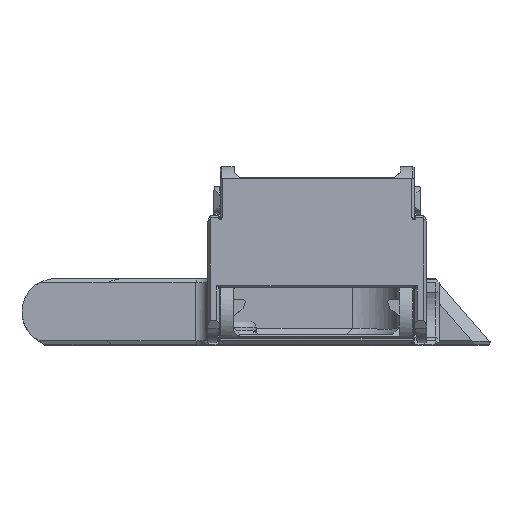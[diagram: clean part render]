
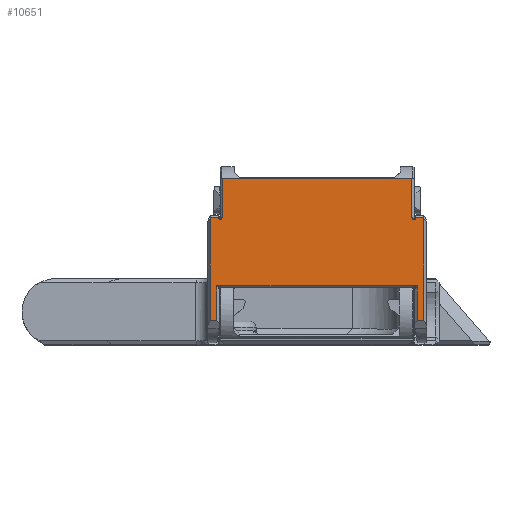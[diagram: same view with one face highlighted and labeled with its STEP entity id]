
A CAD part, top view. The second image highlights one B-rep face of the part: STEP entity #10651.
In plain terms, the highlighted planar face has unit normal (0, 0, 1).
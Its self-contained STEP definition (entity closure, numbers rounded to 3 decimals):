
#730=ELLIPSE('',#11421,0.283,0.2);
#742=ELLIPSE('',#11487,0.283,0.2);
#1245=FACE_OUTER_BOUND('',#1804,.T.);
#1804=EDGE_LOOP('',(#9282,#9283,#9284,#9285,#9286,#9287,#9288,#9289,#9290,
#9291,#9292,#9293,#9294,#9295,#9296,#9297));
#2631=LINE('',#18524,#3657);
#2645=LINE('',#18567,#3671);
#2647=LINE('',#18571,#3673);
#2684=LINE('',#18656,#3710);
#2693=LINE('',#18679,#3719);
#2695=LINE('',#18699,#3721);
#2743=LINE('',#18867,#3769);
#2754=LINE('',#18900,#3780);
#2756=LINE('',#18904,#3782);
#2788=LINE('',#18983,#3814);
#2795=LINE('',#19009,#3821);
#2837=LINE('',#19146,#3863);
#2838=LINE('',#19148,#3864);
#2839=LINE('',#19149,#3865);
#3657=VECTOR('',#13680,10.);
#3671=VECTOR('',#13722,10.);
#3673=VECTOR('',#13726,10.);
#3710=VECTOR('',#13797,10.);
#3719=VECTOR('',#13822,10.);
#3721=VECTOR('',#13830,10.);
#3769=VECTOR('',#13942,10.);
#3780=VECTOR('',#13975,10.);
#3782=VECTOR('',#13979,10.);
#3814=VECTOR('',#14049,10.);
#3821=VECTOR('',#14062,10.);
#3863=VECTOR('',#14170,10.);
#3864=VECTOR('',#14171,10.);
#3865=VECTOR('',#14172,10.);
#4699=VERTEX_POINT('',#18512);
#4704=VERTEX_POINT('',#18522);
#4717=VERTEX_POINT('',#18562);
#4719=VERTEX_POINT('',#18565);
#4720=VERTEX_POINT('',#18569);
#4750=VERTEX_POINT('',#18653);
#4751=VERTEX_POINT('',#18655);
#4758=VERTEX_POINT('',#18697);
#4803=VERTEX_POINT('',#18864);
#4804=VERTEX_POINT('',#18866);
#4813=VERTEX_POINT('',#18896);
#4815=VERTEX_POINT('',#18899);
#4816=VERTEX_POINT('',#18903);
#4846=VERTEX_POINT('',#19006);
#4882=VERTEX_POINT('',#19145);
#4883=VERTEX_POINT('',#19147);
#6138=EDGE_CURVE('',#4699,#4704,#2631,.T.);
#6159=EDGE_CURVE('',#4719,#4717,#2645,.T.);
#6161=EDGE_CURVE('',#4720,#4704,#2647,.T.);
#6202=EDGE_CURVE('',#4750,#4751,#2684,.T.);
#6216=EDGE_CURVE('',#4699,#4750,#2693,.T.);
#6219=EDGE_CURVE('',#4758,#4720,#2695,.T.);
#6222=EDGE_CURVE('',#4758,#4717,#730,.T.);
#6284=EDGE_CURVE('',#4803,#4804,#2743,.T.);
#6301=EDGE_CURVE('',#4815,#4813,#2754,.T.);
#6303=EDGE_CURVE('',#4816,#4804,#2756,.T.);
#6342=EDGE_CURVE('',#4803,#4751,#2788,.T.);
#6350=EDGE_CURVE('',#4846,#4816,#2795,.T.);
#6353=EDGE_CURVE('',#4846,#4813,#742,.T.);
#6408=EDGE_CURVE('',#4882,#4815,#2837,.T.);
#6409=EDGE_CURVE('',#4883,#4719,#2838,.T.);
#6410=EDGE_CURVE('',#4882,#4883,#2839,.T.);
#9282=ORIENTED_EDGE('',*,*,#6408,.T.);
#9283=ORIENTED_EDGE('',*,*,#6301,.T.);
#9284=ORIENTED_EDGE('',*,*,#6353,.F.);
#9285=ORIENTED_EDGE('',*,*,#6350,.T.);
#9286=ORIENTED_EDGE('',*,*,#6303,.T.);
#9287=ORIENTED_EDGE('',*,*,#6284,.F.);
#9288=ORIENTED_EDGE('',*,*,#6342,.T.);
#9289=ORIENTED_EDGE('',*,*,#6202,.F.);
#9290=ORIENTED_EDGE('',*,*,#6216,.F.);
#9291=ORIENTED_EDGE('',*,*,#6138,.T.);
#9292=ORIENTED_EDGE('',*,*,#6161,.F.);
#9293=ORIENTED_EDGE('',*,*,#6219,.F.);
#9294=ORIENTED_EDGE('',*,*,#6222,.T.);
#9295=ORIENTED_EDGE('',*,*,#6159,.F.);
#9296=ORIENTED_EDGE('',*,*,#6409,.F.);
#9297=ORIENTED_EDGE('',*,*,#6410,.F.);
#10139=PLANE('',#11517);
#10651=ADVANCED_FACE('',(#1245),#10139,.T.);
#11421=AXIS2_PLACEMENT_3D('',#18705,#13836,#13837);
#11487=AXIS2_PLACEMENT_3D('',#19015,#14068,#14069);
#11517=AXIS2_PLACEMENT_3D('',#19144,#14168,#14169);
#13680=DIRECTION('',(1.,0.,0.));
#13722=DIRECTION('',(1.,0.,0.));
#13726=DIRECTION('',(0.,-1.,0.));
#13797=DIRECTION('',(-1.,0.,0.));
#13822=DIRECTION('',(0.,1.,0.));
#13830=DIRECTION('',(1.,0.,0.));
#13836=DIRECTION('center_axis',(0.,0.,-1.));
#13837=DIRECTION('ref_axis',(0.,1.,0.));
#13942=DIRECTION('',(-1.,0.,0.));
#13975=DIRECTION('',(-1.,0.,0.));
#13979=DIRECTION('',(0.,-1.,0.));
#14049=DIRECTION('',(0.,1.,0.));
#14062=DIRECTION('',(-1.,0.,0.));
#14068=DIRECTION('center_axis',(0.,0.,1.));
#14069=DIRECTION('ref_axis',(0.,1.,0.));
#14168=DIRECTION('center_axis',(0.,0.,1.));
#14169=DIRECTION('ref_axis',(0.,-1.,0.));
#14170=DIRECTION('',(0.,-1.,0.));
#14171=DIRECTION('',(0.,-1.,0.));
#14172=DIRECTION('',(1.,0.,0.));
#18512=CARTESIAN_POINT('',(29.69,55.489,11.074));
#18522=CARTESIAN_POINT('',(30.69,55.489,11.074));
#18524=CARTESIAN_POINT('',(27.09,55.489,11.074));
#18562=CARTESIAN_POINT('',(28.99,70.929,11.074));
#18565=CARTESIAN_POINT('',(28.79,70.929,11.074));
#18567=CARTESIAN_POINT('',(27.09,70.929,11.074));
#18569=CARTESIAN_POINT('',(30.69,70.929,11.074));
#18571=CARTESIAN_POINT('',(30.69,66.532,11.074));
#18653=CARTESIAN_POINT('',(29.69,60.65,11.074));
#18655=CARTESIAN_POINT('',(-0.566,60.65,11.074));
#18656=CARTESIAN_POINT('',(27.09,60.65,11.074));
#18679=CARTESIAN_POINT('',(29.69,67.675,11.074));
#18697=CARTESIAN_POINT('',(29.39,70.929,11.074));
#18699=CARTESIAN_POINT('',(27.09,70.929,11.074));
#18705=CARTESIAN_POINT('Origin',(29.19,70.929,11.074));
#18864=CARTESIAN_POINT('',(-0.566,55.489,11.074));
#18866=CARTESIAN_POINT('',(-1.566,55.489,11.074));
#18867=CARTESIAN_POINT('',(2.034,55.489,11.074));
#18896=CARTESIAN_POINT('',(0.134,70.929,11.074));
#18899=CARTESIAN_POINT('',(0.334,70.929,11.074));
#18900=CARTESIAN_POINT('',(2.034,70.929,11.074));
#18903=CARTESIAN_POINT('',(-1.566,70.929,11.074));
#18904=CARTESIAN_POINT('',(-1.566,66.532,11.074));
#18983=CARTESIAN_POINT('',(-0.566,67.675,11.074));
#19006=CARTESIAN_POINT('',(-0.266,70.929,11.074));
#19009=CARTESIAN_POINT('',(2.034,70.929,11.074));
#19015=CARTESIAN_POINT('Origin',(-0.066,70.929,11.074));
#19144=CARTESIAN_POINT('Origin',(27.09,71.211,11.074));
#19145=CARTESIAN_POINT('',(0.334,76.861,11.074));
#19146=CARTESIAN_POINT('',(0.334,72.388,11.074));
#19147=CARTESIAN_POINT('',(28.79,76.861,11.074));
#19148=CARTESIAN_POINT('',(28.79,72.388,11.074));
#19149=CARTESIAN_POINT('',(27.09,76.861,11.074));
